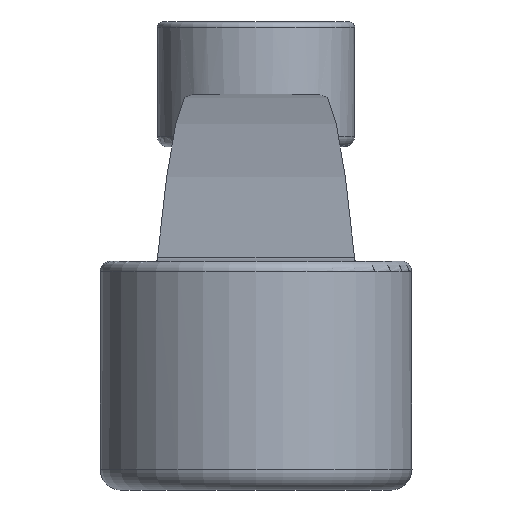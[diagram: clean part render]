
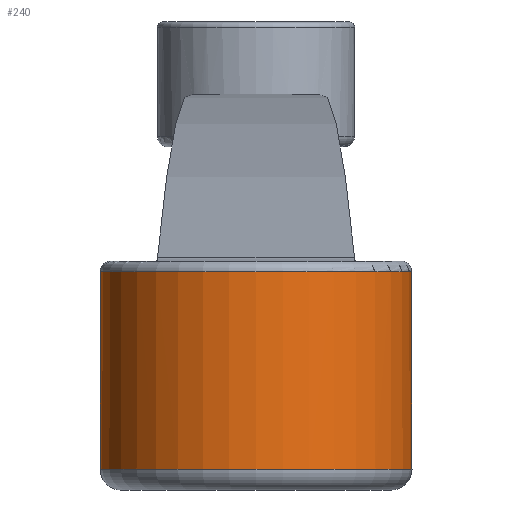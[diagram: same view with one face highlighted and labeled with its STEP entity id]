
A CAD part, left-side view. The second image highlights one B-rep face of the part: STEP entity #240.
In plain terms, the highlighted cylindrical face has radius 15 mm (diameter 30 mm), a full revolution.
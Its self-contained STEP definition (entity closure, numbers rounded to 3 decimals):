
#128=CYLINDRICAL_SURFACE('',#892,15.);
#155=FACE_BOUND('',#345,.T.);
#156=FACE_BOUND('',#346,.T.);
#190=LINE('',#1456,#221);
#191=LINE('',#1457,#222);
#221=VECTOR('',#1033,1.);
#222=VECTOR('',#1034,1.);
#240=ADVANCED_FACE('',(#155,#156),#128,.T.);
#345=EDGE_LOOP('',(#505));
#346=EDGE_LOOP('',(#506,#507,#508,#509,#510,#511,#512));
#406=B_SPLINE_CURVE_WITH_KNOTS('',3,(#1461,#1462,#1463,#1464),.UNSPECIFIED.,
.F.,.F.,(4,4),(0.,1.),.UNSPECIFIED.);
#407=B_SPLINE_CURVE_WITH_KNOTS('',3,(#1465,#1466,#1467,#1468),.UNSPECIFIED.,
.F.,.F.,(4,4),(0.,1.),.UNSPECIFIED.);
#505=ORIENTED_EDGE('',*,*,#777,.T.);
#506=ORIENTED_EDGE('',*,*,#778,.T.);
#507=ORIENTED_EDGE('',*,*,#779,.T.);
#508=ORIENTED_EDGE('',*,*,#772,.T.);
#509=ORIENTED_EDGE('',*,*,#780,.T.);
#510=ORIENTED_EDGE('',*,*,#781,.T.);
#511=ORIENTED_EDGE('',*,*,#782,.T.);
#512=ORIENTED_EDGE('',*,*,#783,.T.);
#675=VERTEX_POINT('',#1302);
#695=VERTEX_POINT('',#1394);
#696=VERTEX_POINT('',#1395);
#699=VERTEX_POINT('',#1452);
#700=VERTEX_POINT('',#1454);
#701=VERTEX_POINT('',#1455);
#702=VERTEX_POINT('',#1458);
#703=VERTEX_POINT('',#1460);
#772=EDGE_CURVE('',#695,#696,#830,.T.);
#777=EDGE_CURVE('',#699,#699,#831,.T.);
#778=EDGE_CURVE('',#700,#701,#832,.T.);
#779=EDGE_CURVE('',#701,#695,#190,.T.);
#780=EDGE_CURVE('',#696,#702,#191,.T.);
#781=EDGE_CURVE('',#702,#703,#833,.T.);
#782=EDGE_CURVE('',#703,#675,#406,.T.);
#783=EDGE_CURVE('',#675,#700,#407,.T.);
#830=CIRCLE('',#887,15.);
#831=CIRCLE('',#889,15.);
#832=CIRCLE('',#890,15.);
#833=CIRCLE('',#891,15.);
#887=AXIS2_PLACEMENT_3D('',#1393,#1025,#1026);
#889=AXIS2_PLACEMENT_3D('',#1451,#1029,#1030);
#890=AXIS2_PLACEMENT_3D('',#1453,#1031,#1032);
#891=AXIS2_PLACEMENT_3D('',#1459,#1035,#1036);
#892=AXIS2_PLACEMENT_3D('',#1469,#1037,#1038);
#1025=DIRECTION('',(0.,0.,-1.));
#1026=DIRECTION('',(1.,0.,0.));
#1029=DIRECTION('',(0.,0.,1.));
#1030=DIRECTION('',(1.,0.,0.));
#1031=DIRECTION('',(0.,0.,-1.));
#1032=DIRECTION('',(1.,0.,0.));
#1033=DIRECTION('',(0.,0.,1.));
#1034=DIRECTION('',(0.,0.,-1.));
#1035=DIRECTION('',(0.,0.,-1.));
#1036=DIRECTION('',(1.,0.,0.));
#1037=DIRECTION('',(0.,0.,-1.));
#1038=DIRECTION('',(-1.,0.,0.));
#1302=CARTESIAN_POINT('',(101.124,164.205,-6.5));
#1393=CARTESIAN_POINT('',(86.124,164.205,-1.));
#1394=CARTESIAN_POINT('',(97.454,154.376,-1.));
#1395=CARTESIAN_POINT('',(97.454,174.035,-1.));
#1451=CARTESIAN_POINT('',(86.124,164.205,-20.));
#1452=CARTESIAN_POINT('',(101.124,164.205,-20.));
#1453=CARTESIAN_POINT('',(86.124,164.205,-7.));
#1454=CARTESIAN_POINT('',(100.64,160.426,-7.));
#1455=CARTESIAN_POINT('',(97.454,154.376,-7.));
#1456=CARTESIAN_POINT('',(97.454,154.376,0.));
#1457=CARTESIAN_POINT('',(97.454,174.035,0.));
#1458=CARTESIAN_POINT('',(97.454,174.035,-7.));
#1459=CARTESIAN_POINT('',(86.124,164.205,-7.));
#1460=CARTESIAN_POINT('',(100.64,167.984,-7.));
#1461=CARTESIAN_POINT('',(100.64,167.984,-7.));
#1462=CARTESIAN_POINT('',(100.965,166.735,-7.));
#1463=CARTESIAN_POINT('',(101.124,165.472,-6.735));
#1464=CARTESIAN_POINT('',(101.124,164.205,-6.5));
#1465=CARTESIAN_POINT('',(101.124,164.205,-6.5));
#1466=CARTESIAN_POINT('',(101.124,162.938,-6.735));
#1467=CARTESIAN_POINT('',(100.965,161.676,-7.));
#1468=CARTESIAN_POINT('',(100.64,160.426,-7.));
#1469=CARTESIAN_POINT('',(86.124,164.205,0.));
